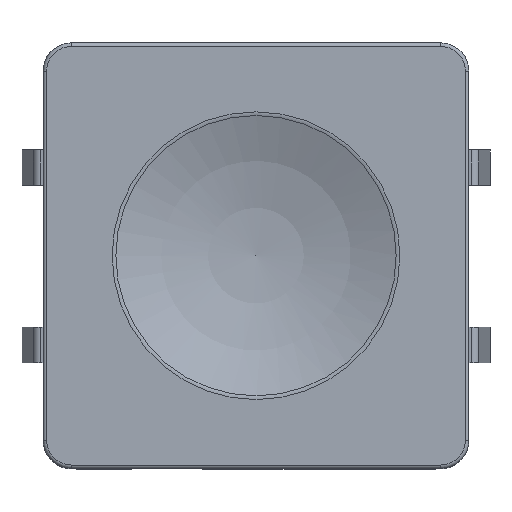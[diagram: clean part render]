
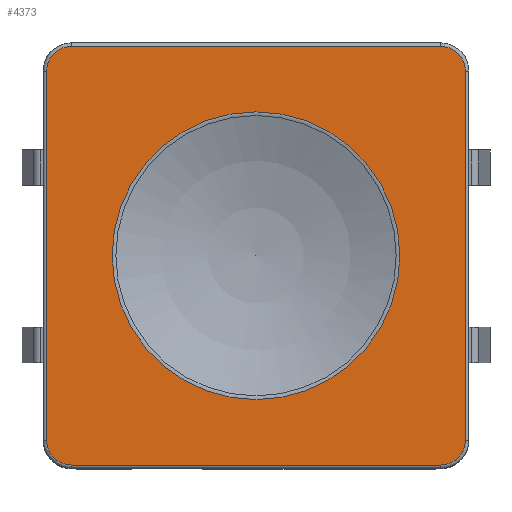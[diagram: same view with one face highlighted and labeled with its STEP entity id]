
A CAD part, top view. The second image highlights one B-rep face of the part: STEP entity #4373.
In plain terms, the highlighted planar face has unit normal (0, 0, 1).
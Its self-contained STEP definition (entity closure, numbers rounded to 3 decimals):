
#4009 = VERTEX_POINT('',#4010);
#4010 = CARTESIAN_POINT('',(12.15,-7.7,9.8));
#4028 = VERTEX_POINT('',#4029);
#4029 = CARTESIAN_POINT('',(12.15,2.7,9.8));
#4036 = EDGE_CURVE('',#4028,#4009,#4037,.T.);
#4037 = LINE('',#4038,#4039);
#4038 = CARTESIAN_POINT('',(12.15,-5.1,9.8));
#4039 = VECTOR('',#4040,1.);
#4040 = DIRECTION('',(0.,-1.,0.));
#4053 = VERTEX_POINT('',#4054);
#4054 = CARTESIAN_POINT('',(11.45,3.4,9.8));
#4061 = EDGE_CURVE('',#4053,#4028,#4062,.T.);
#4062 = CIRCLE('',#4063,0.7);
#4063 = AXIS2_PLACEMENT_3D('',#4064,#4065,#4066);
#4064 = CARTESIAN_POINT('',(11.45,2.7,9.8));
#4065 = DIRECTION('',(0.,0.,-1.));
#4066 = DIRECTION('',(0.707,0.707,0.)
  );
#4087 = VERTEX_POINT('',#4088);
#4088 = CARTESIAN_POINT('',(1.05,3.4,9.8));
#4095 = EDGE_CURVE('',#4087,#4053,#4096,.T.);
#4096 = LINE('',#4097,#4098);
#4097 = CARTESIAN_POINT('',(8.85,3.4,9.8));
#4098 = VECTOR('',#4099,1.);
#4099 = DIRECTION('',(1.,0.,0.));
#4119 = VERTEX_POINT('',#4120);
#4120 = CARTESIAN_POINT('',(0.35,2.7,9.8));
#4127 = EDGE_CURVE('',#4119,#4087,#4128,.T.);
#4128 = CIRCLE('',#4129,0.7);
#4129 = AXIS2_PLACEMENT_3D('',#4130,#4131,#4132);
#4130 = CARTESIAN_POINT('',(1.05,2.7,9.8));
#4131 = DIRECTION('',(0.,0.,-1.));
#4132 = DIRECTION('',(-0.707,0.707,0.
    ));
#4153 = VERTEX_POINT('',#4154);
#4154 = CARTESIAN_POINT('',(0.35,-7.7,9.8));
#4161 = EDGE_CURVE('',#4153,#4119,#4162,.T.);
#4162 = LINE('',#4163,#4164);
#4163 = CARTESIAN_POINT('',(0.35,0.1,9.8));
#4164 = VECTOR('',#4165,1.);
#4165 = DIRECTION('',(0.,1.,0.));
#4185 = VERTEX_POINT('',#4186);
#4186 = CARTESIAN_POINT('',(1.05,-8.4,9.8));
#4193 = EDGE_CURVE('',#4185,#4153,#4194,.T.);
#4194 = CIRCLE('',#4195,0.7);
#4195 = AXIS2_PLACEMENT_3D('',#4196,#4197,#4198);
#4196 = CARTESIAN_POINT('',(1.05,-7.7,9.8));
#4197 = DIRECTION('',(0.,0.,-1.));
#4198 = DIRECTION('',(-0.707,-0.707,
    0.));
#4219 = VERTEX_POINT('',#4220);
#4220 = CARTESIAN_POINT('',(11.45,-8.4,9.8));
#4227 = EDGE_CURVE('',#4219,#4185,#4228,.T.);
#4228 = LINE('',#4229,#4230);
#4229 = CARTESIAN_POINT('',(3.65,-8.4,9.8));
#4230 = VECTOR('',#4231,1.);
#4231 = DIRECTION('',(-1.,0.,0.));
#4249 = EDGE_CURVE('',#4009,#4219,#4250,.T.);
#4250 = CIRCLE('',#4251,0.7);
#4251 = AXIS2_PLACEMENT_3D('',#4252,#4253,#4254);
#4252 = CARTESIAN_POINT('',(11.45,-7.7,9.8));
#4253 = DIRECTION('',(0.,0.,-1.));
#4254 = DIRECTION('',(0.707,-0.707,0.)
  );
#4373 = ADVANCED_FACE('',(#4374,#4384),#4395,.T.);
#4374 = FACE_BOUND('',#4375,.T.);
#4375 = EDGE_LOOP('',(#4376,#4377,#4378,#4379,#4380,#4381,#4382,#4383));
#4376 = ORIENTED_EDGE('',*,*,#4036,.F.);
#4377 = ORIENTED_EDGE('',*,*,#4061,.F.);
#4378 = ORIENTED_EDGE('',*,*,#4095,.F.);
#4379 = ORIENTED_EDGE('',*,*,#4127,.F.);
#4380 = ORIENTED_EDGE('',*,*,#4161,.F.);
#4381 = ORIENTED_EDGE('',*,*,#4193,.F.);
#4382 = ORIENTED_EDGE('',*,*,#4227,.F.);
#4383 = ORIENTED_EDGE('',*,*,#4249,.F.);
#4384 = FACE_BOUND('',#4385,.T.);
#4385 = EDGE_LOOP('',(#4386));
#4386 = ORIENTED_EDGE('',*,*,#4387,.F.);
#4387 = EDGE_CURVE('',#4388,#4388,#4390,.T.);
#4388 = VERTEX_POINT('',#4389);
#4389 = CARTESIAN_POINT('',(10.305,-2.5,9.8));
#4390 = CIRCLE('',#4391,4.055);
#4391 = AXIS2_PLACEMENT_3D('',#4392,#4393,#4394);
#4392 = CARTESIAN_POINT('',(6.25,-2.5,9.8));
#4393 = DIRECTION('',(0.,0.,1.));
#4394 = DIRECTION('',(0.,-1.,0.));
#4395 = PLANE('',#4396);
#4396 = AXIS2_PLACEMENT_3D('',#4397,#4398,#4399);
#4397 = CARTESIAN_POINT('',(6.25,-2.5,9.8));
#4398 = DIRECTION('',(0.,0.,1.));
#4399 = DIRECTION('',(1.,0.,0.));
